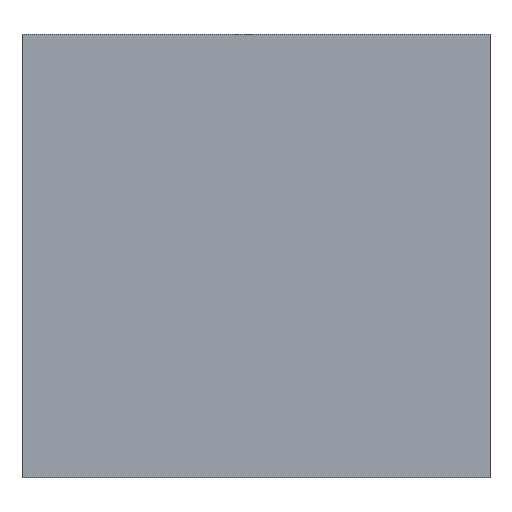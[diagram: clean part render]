
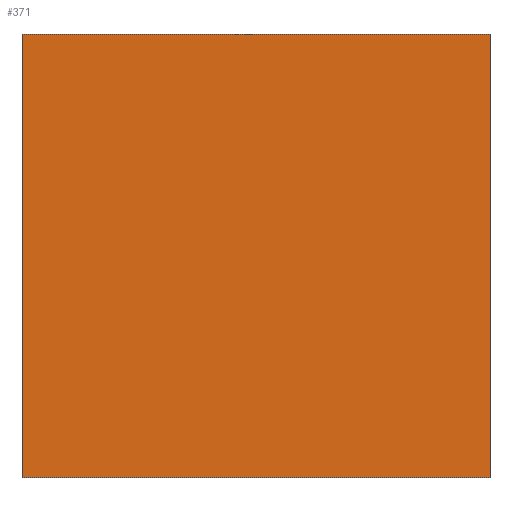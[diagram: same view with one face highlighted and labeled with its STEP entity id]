
A CAD part, top view. The second image highlights one B-rep face of the part: STEP entity #371.
In plain terms, the highlighted planar face has unit normal (0, 0, 1).
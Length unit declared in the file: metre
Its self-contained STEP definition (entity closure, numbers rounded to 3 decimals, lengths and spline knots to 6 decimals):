
#15=LINE('',#524,#64);
#30=LINE('',#554,#79);
#33=LINE('',#560,#82);
#44=LINE('',#581,#93);
#64=VECTOR('',#428,1.);
#79=VECTOR('',#447,1.);
#82=VECTOR('',#452,1.);
#93=VECTOR('',#469,1.);
#151=ORIENTED_EDGE('',*,*,#231,.F.);
#152=ORIENTED_EDGE('',*,*,#246,.T.);
#153=ORIENTED_EDGE('',*,*,#234,.T.);
#154=ORIENTED_EDGE('',*,*,#216,.F.);
#216=EDGE_CURVE('',#267,#268,#15,.T.);
#231=EDGE_CURVE('',#280,#267,#30,.T.);
#234=EDGE_CURVE('',#283,#268,#33,.T.);
#246=EDGE_CURVE('',#280,#283,#44,.T.);
#267=VERTEX_POINT('',#523);
#268=VERTEX_POINT('',#525);
#280=VERTEX_POINT('',#553);
#283=VERTEX_POINT('',#561);
#308=EDGE_LOOP('',(#151,#152,#153,#154));
#331=FACE_BOUND('',#308,.T.);
#352=PLANE('',#406);
#371=ADVANCED_FACE('',(#331),#352,.T.);
#406=AXIS2_PLACEMENT_3D('',#582,#470,#471);
#428=DIRECTION('',(0.,1.,0.));
#447=DIRECTION('',(-1.,0.,0.));
#452=DIRECTION('',(-1.,0.,0.));
#469=DIRECTION('',(0.,1.,0.));
#470=DIRECTION('',(0.,0.,1.));
#471=DIRECTION('',(1.,0.,0.));
#523=CARTESIAN_POINT('',(-0.02,0.,0.004));
#524=CARTESIAN_POINT('',(-0.02,0.0268,0.004));
#525=CARTESIAN_POINT('',(-0.02,0.0536,0.004));
#553=CARTESIAN_POINT('',(0.0366,0.,0.004));
#554=CARTESIAN_POINT('',(-0.0075,0.,0.004));
#560=CARTESIAN_POINT('',(-0.0075,0.0536,0.004));
#561=CARTESIAN_POINT('',(0.0366,0.0536,0.004));
#581=CARTESIAN_POINT('',(0.0366,0.0268,0.004));
#582=CARTESIAN_POINT('',(0.012088,0.0268,0.004));
